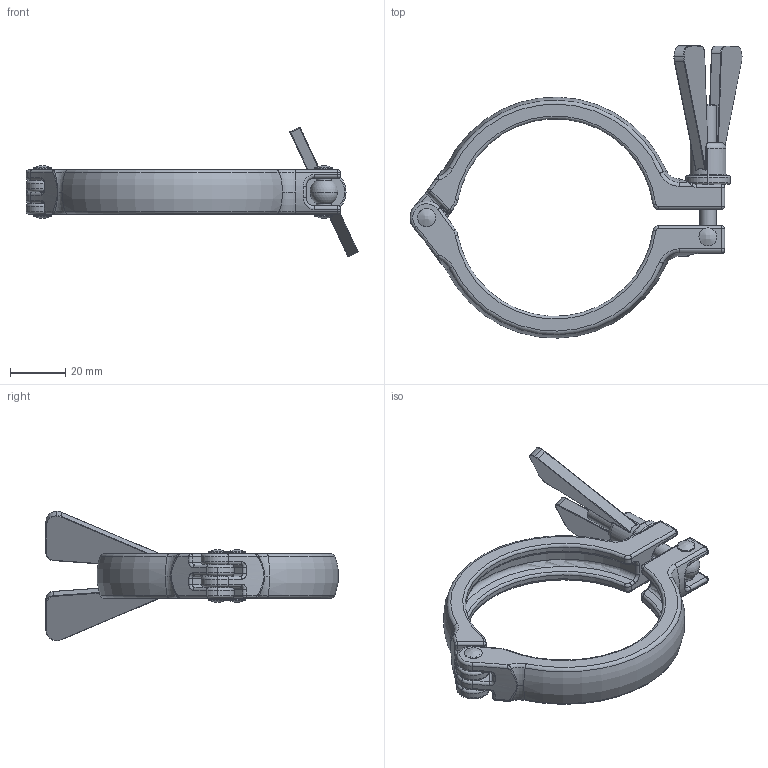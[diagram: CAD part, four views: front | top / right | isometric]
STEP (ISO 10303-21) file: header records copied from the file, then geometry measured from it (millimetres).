
FILE_DESCRIPTION (( 'STEP AP214' ), '1' );
FILE_NAME ('CL.S.0250 BLOCK.STEP', '2020-05-14T12:08:03', ( '' ), ( '' ), 'SwSTEP 2.0', 'SolidWorks 2020', '' );
FILE_SCHEMA (( 'AUTOMOTIVE_DESIGN' ));
Length unit declared in the file: millimetre
Products named in the file (1): CL.S.0250 BLOCK
Bounding box: 120.12 x 105.7 x 46.87 mm (x, y, z)
Volume: 32737.7 mm3; surface area: 19850.5 mm2
Topology: 1 solids, 1 shells, 438 faces, 1020 edges, 577 vertices
Faces by surface type: cylinder 157, torus 106, bspline 91, plane 51, sphere 26, cone 7
Entity records: 16174 total; most frequent: CARTESIAN_POINT 6408, DIRECTION 2036, ORIENTED_EDGE 1982, EDGE_CURVE 991, AXIS2_PLACEMENT_3D 892, VERTEX_POINT 570, CIRCLE 544, EDGE_LOOP 459
